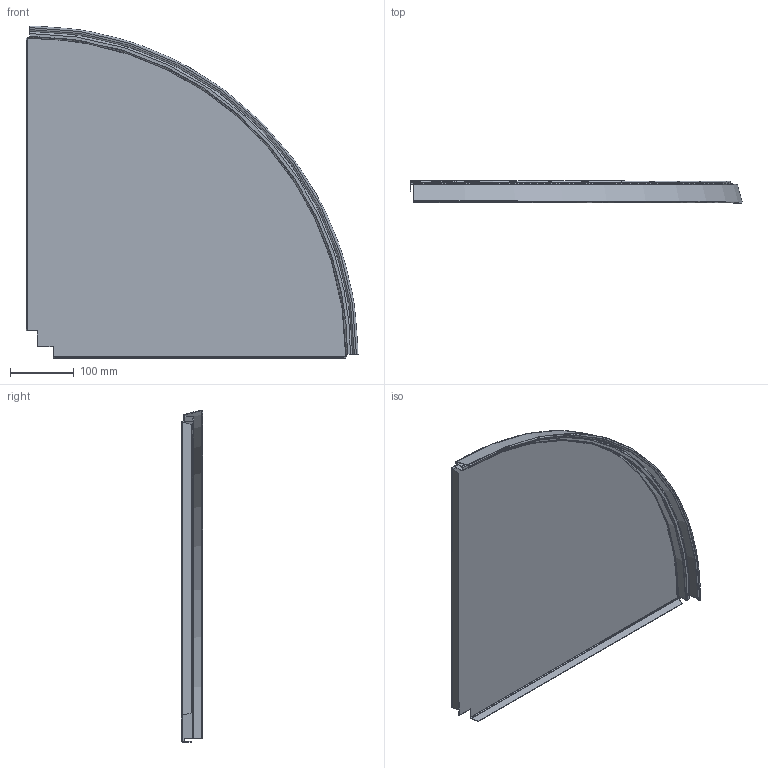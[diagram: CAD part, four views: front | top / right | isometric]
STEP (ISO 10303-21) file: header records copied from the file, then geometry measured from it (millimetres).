
FILE_DESCRIPTION (( 'STEP AP214' ), '1' );
FILE_NAME ('Problemteil Schnitt nach Kontur autragen.STEP', '2016-09-05T11:44:51', ( '' ), ( '' ), 'SwSTEP 2.0', 'SolidWorks 2015', '' );
FILE_SCHEMA (( 'AUTOMOTIVE_DESIGN' ));
Length unit declared in the file: millimetre
Products named in the file (1): Problemteil Schnitt nach Kontur autragen
Bounding box: 522.41 x 34.2 x 522.41 mm (x, y, z)
Volume: 226505.6 mm3; surface area: 546575.5 mm2
Topology: 1 solids, 1 shells, 58 faces, 152 edges, 96 vertices
Faces by surface type: plane 30, cylinder 12, bspline 6, torus 5, cone 5
Entity records: 3086 total; most frequent: CARTESIAN_POINT 1647, ORIENTED_EDGE 304, DIRECTION 283, EDGE_CURVE 152, VERTEX_POINT 96, LINE 95, VECTOR 95, AXIS2_PLACEMENT_3D 94
